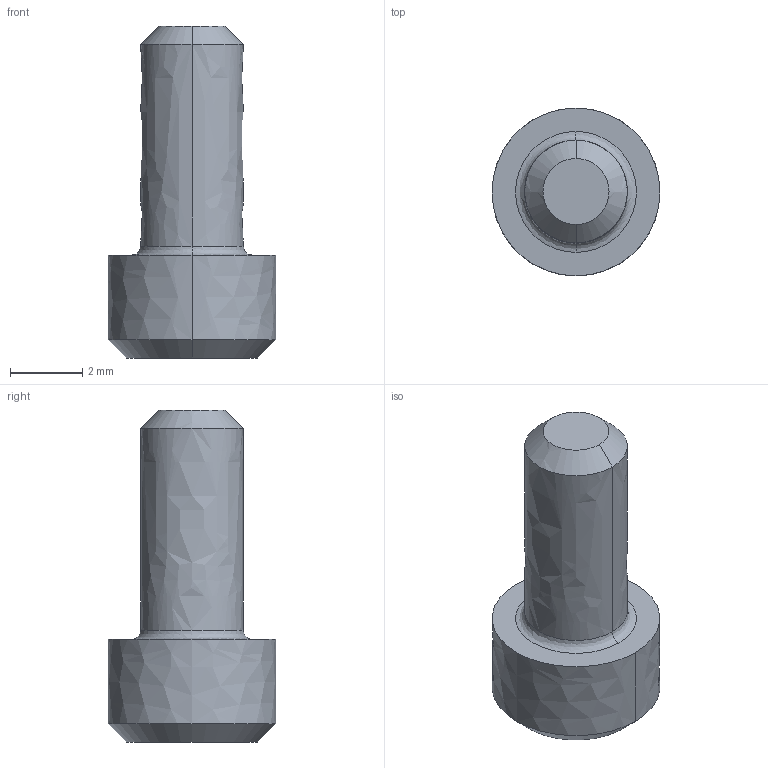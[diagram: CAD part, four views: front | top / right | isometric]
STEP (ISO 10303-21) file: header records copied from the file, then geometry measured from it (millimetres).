
FILE_DESCRIPTION((''),'1');
FILE_NAME('1','2001-06-06T',('designsuite'),(''),'PRO/ENGINEER BY PARAMETRIC TECHNOLOGY CORPORATION, 9846','PRO/ENGINEER BY PARAMETRIC TECHNOLOGY CORPORATION, 9846','');
FILE_SCHEMA(('CONFIG_CONTROL_DESIGN'));
Length unit declared in the file: inch
Products named in the file (1): 1
Bounding box: 4.65 x 4.65 x 9.19 mm (x, y, z)
Volume: 79.3 mm3; surface area: 134.6 mm2
Topology: 1 solids, 1 shells, 26 faces, 54 edges, 32 vertices
Faces by surface type: bspline 26
Entity records: 1336 total; most frequent: CARTESIAN_POINT 705, ORIENTED_EDGE 108, DIRECTION 93, VECTOR 55, LINE 55, EDGE_CURVE 54, VERTEX_POINT 32, EDGE_LOOP 28
